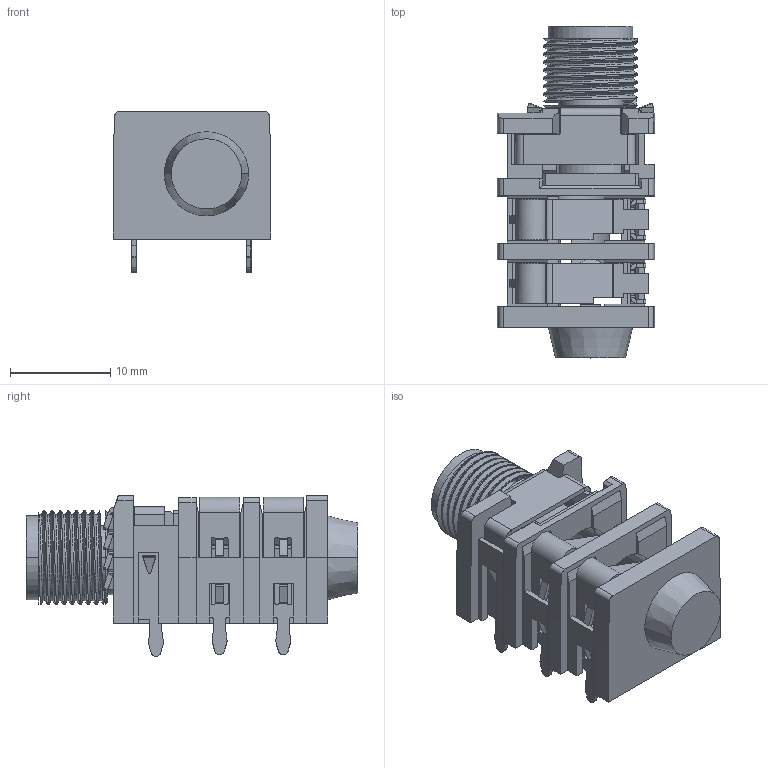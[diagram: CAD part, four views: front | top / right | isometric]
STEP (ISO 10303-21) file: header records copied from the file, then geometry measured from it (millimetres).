
FILE_DESCRIPTION(('FreeCAD Model'),'2;1');
FILE_NAME('Amphenol_ACJS-MHOM.step','2019-07-23T17:24:15',('Author'),( ''),'Open CASCADE STEP processor 7.3','FreeCAD','Unknown');
FILE_SCHEMA(('AUTOMOTIVE_DESIGN { 1 0 10303 214 1 1 1 1 }'));
Length unit declared in the file: millimetre
Products named in the file (10): ACJS-MHOM; Shell003_sp; Shell003_sp001; Shell003_sp002; Shell003_sp003; Shell003_sp004; Shell003_sp005; Shell003_sp006; Shell003_sp007; Shell003_sp008
Assembly tree (9 placements, depth 2):
  ACJS-MHOM
    Shell003_sp
    Shell003_sp001
    Shell003_sp002
    Shell003_sp003
    Shell003_sp004
    Shell003_sp005
    Shell003_sp006
    Shell003_sp007
    Shell003_sp008
Bounding box: 15.75 x 33.1 x 16.02 mm (x, y, z)
Volume: 186 mm3; surface area: 4931.7 mm2
Topology: 5 solids, 9 shells, 898 faces, 2389 edges, 1487 vertices
Faces by surface type: plane 558, cylinder 220, bspline 108, cone 10, sphere 2
Entity records: 40571 total; most frequent: CARTESIAN_POINT 12482, ORIENTED_EDGE 4758, DIRECTION 4057, EDGE_CURVE 2387, LINE 1771, VECTOR 1771, VERTEX_POINT 1487, AXIS2_PLACEMENT_3D 1143
